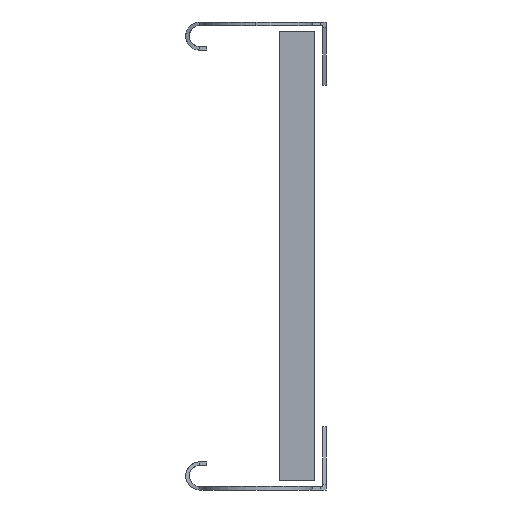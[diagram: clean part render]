
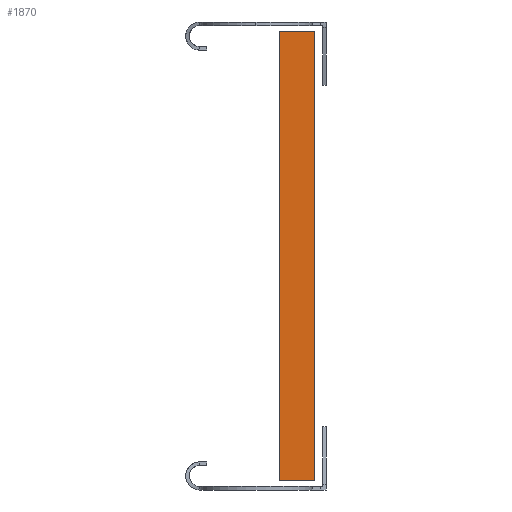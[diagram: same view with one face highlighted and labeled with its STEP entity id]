
A CAD part, left-side view. The second image highlights one B-rep face of the part: STEP entity #1870.
In plain terms, the highlighted planar face has unit normal (-1, 0, 0).
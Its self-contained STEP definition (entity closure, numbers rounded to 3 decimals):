
#51 = VERTEX_POINT ( 'NONE', #667 ) ;
#71 = LINE ( 'NONE', #1564, #1624 ) ;
#85 = LINE ( 'NONE', #440, #3262 ) ;
#94 = VECTOR ( 'NONE', #556, 1000. ) ;
#156 = VERTEX_POINT ( 'NONE', #1023 ) ;
#322 = EDGE_CURVE ( 'NONE', #156, #1802, #3581, .T. ) ;
#398 = DIRECTION ( 'NONE',  ( 0., 0., 1. ) ) ;
#440 = CARTESIAN_POINT ( 'NONE',  ( -15., 15., -96. ) ) ;
#556 = DIRECTION ( 'NONE',  ( 0., 1., 0. ) ) ;
#573 = LINE ( 'NONE', #3616, #3074 ) ;
#588 = CARTESIAN_POINT ( 'NONE',  ( -15., 15., 96. ) ) ;
#645 = CARTESIAN_POINT ( 'NONE',  ( -15., 0., -96. ) ) ;
#662 = DIRECTION ( 'NONE',  ( 0., 0., 1. ) ) ;
#667 = CARTESIAN_POINT ( 'NONE',  ( -15., 12., 96. ) ) ;
#761 = EDGE_CURVE ( 'NONE', #156, #51, #573, .T. ) ;
#770 = CARTESIAN_POINT ( 'NONE',  ( -15., 15., 96. ) ) ;
#845 = LINE ( 'NONE', #645, #947 ) ;
#862 = DIRECTION ( 'NONE',  ( 0., 1., 0. ) ) ;
#901 = ORIENTED_EDGE ( 'NONE', *, *, #1991, .T. ) ;
#947 = VECTOR ( 'NONE', #662, 1000. ) ;
#1023 = CARTESIAN_POINT ( 'NONE',  ( -15., 3., 96. ) ) ;
#1103 = AXIS2_PLACEMENT_3D ( 'NONE', #3579, #3076, #3070 ) ;
#1114 = CARTESIAN_POINT ( 'NONE',  ( -15., 3., -96. ) ) ;
#1135 = EDGE_CURVE ( 'NONE', #3845, #1632, #3016, .T. ) ;
#1200 = CARTESIAN_POINT ( 'NONE',  ( -15., 3., -96. ) ) ;
#1377 = VERTEX_POINT ( 'NONE', #2932 ) ;
#1464 = VERTEX_POINT ( 'NONE', #1200 ) ;
#1480 = EDGE_CURVE ( 'NONE', #1464, #1377, #71, .T. ) ;
#1555 = EDGE_LOOP ( 'NONE', ( #3547, #901, #2080, #3857, #3046, #2818, #2756, #2815 ) ) ;
#1564 = CARTESIAN_POINT ( 'NONE',  ( -15., 0., -96. ) ) ;
#1579 = DIRECTION ( 'NONE',  ( 0., -1., 0. ) ) ;
#1624 = VECTOR ( 'NONE', #1579, 1000. ) ;
#1632 = VERTEX_POINT ( 'NONE', #3638 ) ;
#1686 = LINE ( 'NONE', #3758, #2457 ) ;
#1802 = VERTEX_POINT ( 'NONE', #2812 ) ;
#1815 = FACE_OUTER_BOUND ( 'NONE', #1555, .T. ) ;
#1857 = LINE ( 'NONE', #770, #94 ) ;
#1870 = ADVANCED_FACE ( 'NONE', ( #1815 ), #3083, .F. ) ;
#1991 = EDGE_CURVE ( 'NONE', #51, #3242, #1857, .T. ) ;
#2080 = ORIENTED_EDGE ( 'NONE', *, *, #2129, .F. ) ;
#2127 = EDGE_CURVE ( 'NONE', #1377, #1802, #845, .T. ) ;
#2129 = EDGE_CURVE ( 'NONE', #1632, #3242, #85, .T. ) ;
#2292 = CARTESIAN_POINT ( 'NONE',  ( -15., 12., -96. ) ) ;
#2457 = VECTOR ( 'NONE', #3340, 1000. ) ;
#2756 = ORIENTED_EDGE ( 'NONE', *, *, #2127, .T. ) ;
#2812 = CARTESIAN_POINT ( 'NONE',  ( -15., 0., 96. ) ) ;
#2815 = ORIENTED_EDGE ( 'NONE', *, *, #322, .F. ) ;
#2818 = ORIENTED_EDGE ( 'NONE', *, *, #1480, .T. ) ;
#2829 = VECTOR ( 'NONE', #862, 1000. ) ;
#2932 = CARTESIAN_POINT ( 'NONE',  ( -15., 0., -96. ) ) ;
#3016 = LINE ( 'NONE', #1114, #2829 ) ;
#3046 = ORIENTED_EDGE ( 'NONE', *, *, #3235, .F. ) ;
#3070 = DIRECTION ( 'NONE',  ( 0., 0., -1. ) ) ;
#3074 = VECTOR ( 'NONE', #3639, 1000. ) ;
#3076 = DIRECTION ( 'NONE',  ( 1., 0., 0. ) ) ;
#3083 = PLANE ( 'NONE',  #1103 ) ;
#3235 = EDGE_CURVE ( 'NONE', #1464, #3845, #1686, .T. ) ;
#3242 = VERTEX_POINT ( 'NONE', #588 ) ;
#3262 = VECTOR ( 'NONE', #398, 1000. ) ;
#3340 = DIRECTION ( 'NONE',  ( 0., 1., 0. ) ) ;
#3350 = DIRECTION ( 'NONE',  ( 0., -1., 0. ) ) ;
#3534 = VECTOR ( 'NONE', #3350, 1000. ) ;
#3547 = ORIENTED_EDGE ( 'NONE', *, *, #761, .T. ) ;
#3579 = CARTESIAN_POINT ( 'NONE',  ( -15., 3., -96. ) ) ;
#3581 = LINE ( 'NONE', #3744, #3534 ) ;
#3616 = CARTESIAN_POINT ( 'NONE',  ( -15., 3., 96. ) ) ;
#3638 = CARTESIAN_POINT ( 'NONE',  ( -15., 15., -96. ) ) ;
#3639 = DIRECTION ( 'NONE',  ( 0., 1., 0. ) ) ;
#3744 = CARTESIAN_POINT ( 'NONE',  ( -15., 3., 96. ) ) ;
#3758 = CARTESIAN_POINT ( 'NONE',  ( -15., 3., -96. ) ) ;
#3845 = VERTEX_POINT ( 'NONE', #2292 ) ;
#3857 = ORIENTED_EDGE ( 'NONE', *, *, #1135, .F. ) ;
